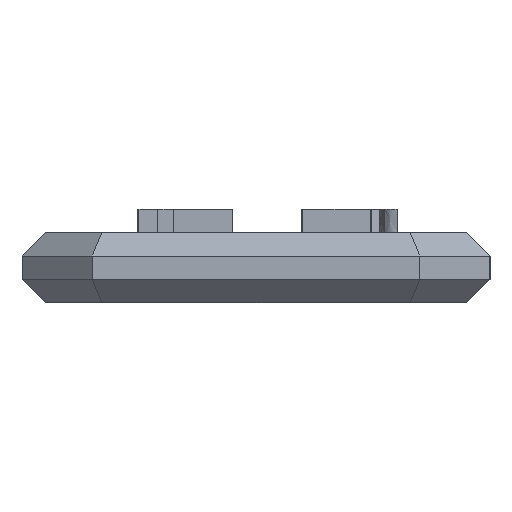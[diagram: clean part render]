
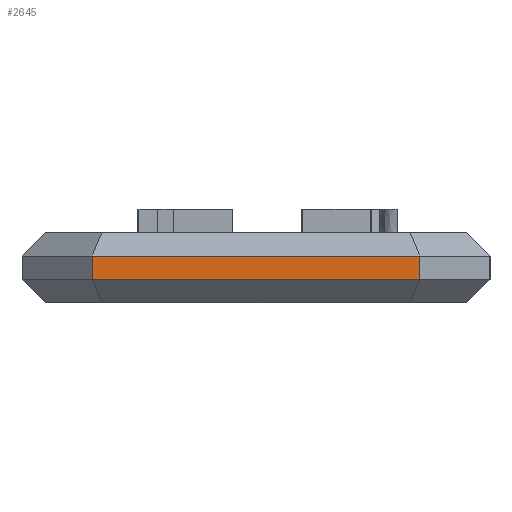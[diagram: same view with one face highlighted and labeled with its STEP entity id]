
A CAD part, left-side view. The second image highlights one B-rep face of the part: STEP entity #2645.
In plain terms, the highlighted planar face has unit normal (-1, 0, 0).
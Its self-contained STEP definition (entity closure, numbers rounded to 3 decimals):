
#2645=ADVANCED_FACE('',(#5556),#5558,.T.);
#5556=FACE_BOUND('',#5557,.T.);
#5557=EDGE_LOOP('',(#8257,#8258,#8259,#8260));
#5558=PLANE('',#5559);
#5559=AXIS2_PLACEMENT_3D('',#5560,#5561,#5562);
#5560=CARTESIAN_POINT('',(-30.,10.,0.));
#5561=DIRECTION('',(-1.,0.,0.));
#5562=DIRECTION('',(0.,-1.,0.));
#8257=ORIENTED_EDGE('',*,*,#9429,.T.);
#8258=ORIENTED_EDGE('',*,*,#9993,.T.);
#8259=ORIENTED_EDGE('',*,*,#9454,.F.);
#8260=ORIENTED_EDGE('',*,*,#9994,.F.);
#9429=EDGE_CURVE('',#10821,#10822,#10823,.T.);
#9454=EDGE_CURVE('',#10856,#10859,#10860,.T.);
#9993=EDGE_CURVE('',#10822,#10859,#11667,.T.);
#9994=EDGE_CURVE('',#10821,#10856,#11668,.T.);
#10821=VERTEX_POINT('',#13235);
#10822=VERTEX_POINT('',#13236);
#10823=LINE('',#13237,#13238);
#10856=VERTEX_POINT('',#13316);
#10859=VERTEX_POINT('',#13323);
#10860=LINE('',#13324,#13325);
#11667=LINE('',#15209,#15210);
#11668=LINE('',#15212,#15213);
#13235=CARTESIAN_POINT('',(-30.,7.,1.));
#13236=CARTESIAN_POINT('',(-30.,-7.,1.));
#13237=CARTESIAN_POINT('',(-30.,7.,1.));
#13238=VECTOR('',#13239,1.);
#13239=DIRECTION('',(0.,-1.,0.));
#13316=CARTESIAN_POINT('',(-30.,7.,2.));
#13323=CARTESIAN_POINT('',(-30.,-7.,2.));
#13324=CARTESIAN_POINT('',(-30.,7.,2.));
#13325=VECTOR('',#13326,1.);
#13326=DIRECTION('',(0.,-1.,0.));
#15209=CARTESIAN_POINT('',(-30.,-7.,1.));
#15210=VECTOR('',#15211,1.);
#15211=DIRECTION('',(0.,0.,1.));
#15212=CARTESIAN_POINT('',(-30.,7.,1.));
#15213=VECTOR('',#15214,1.);
#15214=DIRECTION('',(0.,0.,1.));
